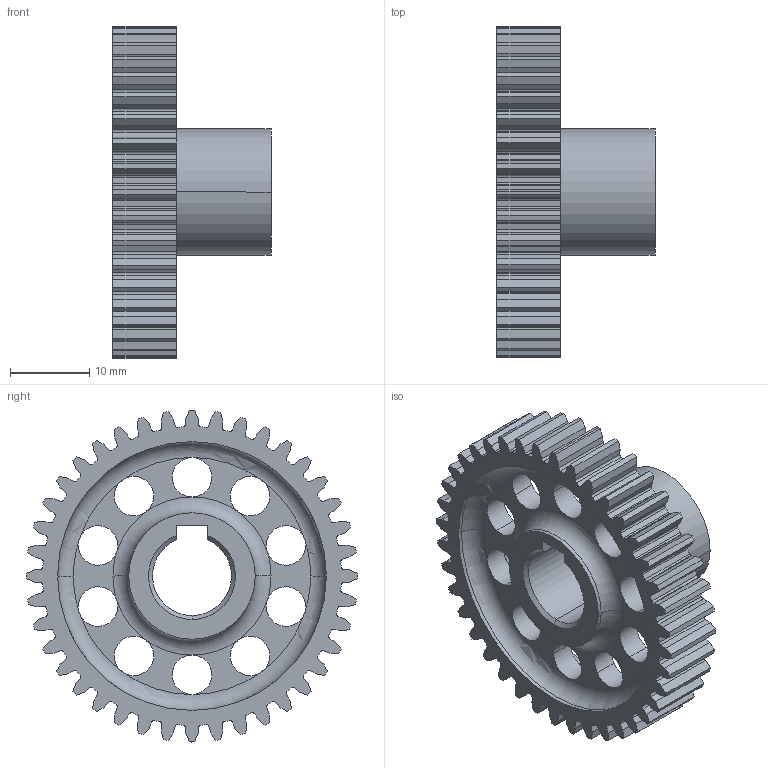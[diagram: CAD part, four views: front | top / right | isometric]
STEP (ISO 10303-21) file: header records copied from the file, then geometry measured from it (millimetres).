
FILE_DESCRIPTION(('CATIA V5 STEP Exchange'),'2;1');
FILE_NAME('PIGNON 40 DENTS.stp','2021-01-01T09:56:37+00:00',('none'),('none'),'CATIA Version 5 Release 20 GA (IN-10)','CATIA V5 STEP AP203','none');
FILE_SCHEMA(('CONFIG_CONTROL_DESIGN'));
Length unit declared in the file: millimetre
Products named in the file (1): PIGNON 40 DENTS
Bounding box: 20 x 42 x 42 mm (x, y, z)
Volume: 6781.8 mm3; surface area: 6151.6 mm2
Topology: 1 solids, 1 shells, 427 faces, 1279 edges, 836 vertices
Faces by surface type: cylinder 228, plane 187, torus 8, cone 4
Entity records: 13942 total; most frequent: ORIENTED_EDGE 2558, CARTESIAN_POINT 2526, DIRECTION 2063, EDGE_CURVE 1279, AXIS2_PLACEMENT_3D 951, VERTEX_POINT 836, VECTOR 719, LINE 719
